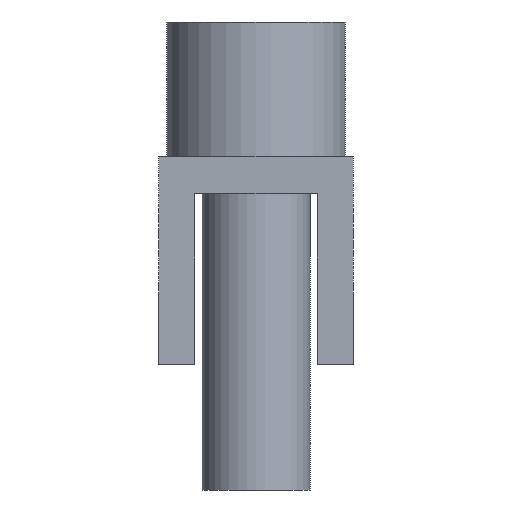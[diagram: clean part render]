
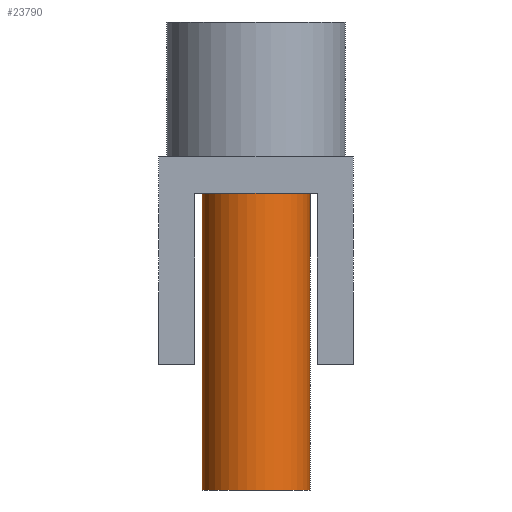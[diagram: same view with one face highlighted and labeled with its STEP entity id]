
A CAD part, left-side view. The second image highlights one B-rep face of the part: STEP entity #23790.
In plain terms, the highlighted cylindrical face has radius 3 mm (diameter 6 mm), a partial arc.
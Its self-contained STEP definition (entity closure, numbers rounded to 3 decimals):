
#7390=CARTESIAN_POINT('',(41.741,43.058,-7.5));
#7400=DIRECTION('',(0.,-1.,0.));
#7410=DIRECTION('',(-1.,0.,0.));
#7420=AXIS2_PLACEMENT_3D('',#7390,#7400,#7410);
#7430=CIRCLE('',#7420,3.);
#7440=CARTESIAN_POINT('',(38.741,43.058,-7.5));
#7450=VERTEX_POINT('',#7440);
#7460=CARTESIAN_POINT('',(44.741,43.058,-7.5));
#7470=VERTEX_POINT('',#7460);
#7480=EDGE_CURVE('',#7450,#7470,#7430,.T.);
#15230=CARTESIAN_POINT('',(44.741,44.058,-7.5));
#15240=DIRECTION('',(0.,-1.,0.));
#15250=VECTOR('',#15240,1.);
#15260=LINE('',#15230,#15250);
#15270=CARTESIAN_POINT('',(44.741,26.558,-7.5));
#15280=VERTEX_POINT('',#15270);
#15290=EDGE_CURVE('',#7470,#15280,#15260,.T.);
#15310=CARTESIAN_POINT('',(41.741,26.558,-7.5));
#15320=DIRECTION('',(0.,-1.,0.));
#15330=DIRECTION('',(-1.,0.,0.));
#15340=AXIS2_PLACEMENT_3D('',#15310,#15320,#15330);
#15350=CIRCLE('',#15340,3.);
#15360=CARTESIAN_POINT('',(38.741,26.558,-7.5));
#15370=VERTEX_POINT('',#15360);
#15400=CARTESIAN_POINT('',(38.741,44.058,-7.5));
#15410=DIRECTION('',(0.,-1.,0.));
#15420=VECTOR('',#15410,1.);
#15430=LINE('',#15400,#15420);
#15440=EDGE_CURVE('',#7450,#15370,#15430,.T.);
#15620=EDGE_CURVE('',#15370,#15280,#15350,.T.);
#23680=CARTESIAN_POINT('',(41.741,44.058,-7.5));
#23690=DIRECTION('',(0.,-1.,0.));
#23700=DIRECTION('',(-1.,0.,0.));
#23710=AXIS2_PLACEMENT_3D('',#23680,#23690,#23700);
#23720=CYLINDRICAL_SURFACE('',#23710,3.);
#23730=ORIENTED_EDGE('',*,*,#15620,.F.);
#23740=ORIENTED_EDGE('',*,*,#15290,.T.);
#23750=ORIENTED_EDGE('',*,*,#7480,.T.);
#23760=ORIENTED_EDGE('',*,*,#15440,.F.);
#23770=EDGE_LOOP('',(#23760,#23750,#23740,#23730));
#23780=FACE_OUTER_BOUND('',#23770,.T.);
#23790=ADVANCED_FACE('',(#23780),#23720,.T.);
